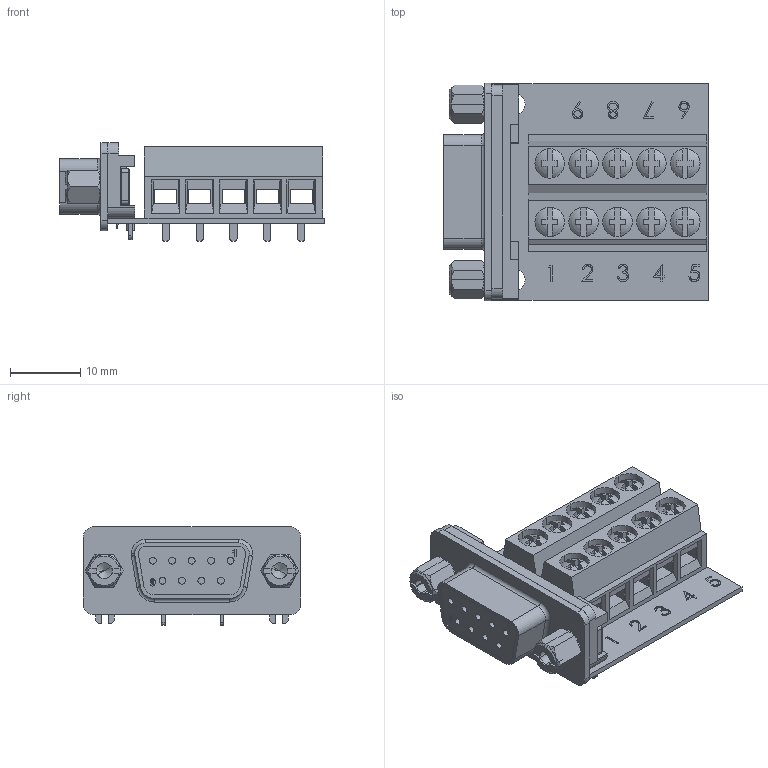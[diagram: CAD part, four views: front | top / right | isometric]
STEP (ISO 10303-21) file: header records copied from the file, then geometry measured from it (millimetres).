
FILE_DESCRIPTION (( 'STEP AP214' ), '1' );
FILE_NAME ('FMCN45979_3D.step', '2023-10-04T16:30:28', ( '' ), ( '' ), 'SwSTEP 2.0', 'SolidWorks 2022', '' );
FILE_SCHEMA (( 'AUTOMOTIVE_DESIGN' ));
Length unit declared in the file: inch
Products named in the file (10): Copy of ROUND-SLOTTED^FMCN45979; Copy of SD9S^FMCN45979_Supplier Connector; Copy of DGB9FT-MA2^FMCN45979; Copy of 3AA05-008^FMCN45979_.160lg hex x .190 thd; Copy of 3AB16-011-fix^FMCN45979; Copy of SP19089-MA1^FMCN45979; Copy of 3AA02-010^FMCN45979; Copy of 3AB16-011^Copy of 3AB16-011-fix_FMCN45979; FMCN45979_3D; Copy of 3AA01-017-fix^Copy of 3AB16-011-fix_FMCN45979_3AA01-008-125
Assembly tree (17 placements, depth 3):
  FMCN45979_3D
    Copy of SP19089-MA1^FMCN45979
    Copy of DGB9FT-MA2^FMCN45979
    Copy of 3AA05-008^FMCN45979_.160lg hex x .190 thd  x2
    Copy of SD9S^FMCN45979_Supplier Connector
    Copy of 3AA02-010^FMCN45979  x2
    Copy of ROUND-SLOTTED^FMCN45979  x2
    Copy of 3AB16-011-fix^FMCN45979  x2
      Copy of 3AB16-011^Copy of 3AB16-011-fix_FMCN45979
      Copy of 3AA01-017-fix^Copy of 3AB16-011-fix_FMCN45979_3AA01-008-125
Bounding box: 37.72 x 30.99 x 14.05 mm (x, y, z)
Volume: 5877.4 mm3; surface area: 9258.2 mm2
Topology: 21 solids, 21 shells, 1085 faces, 2655 edges, 1679 vertices
Faces by surface type: plane 501, cylinder 290, cone 160, bspline 77, torus 29, sphere 28
Entity records: 27000 total; most frequent: CARTESIAN_POINT 7957, ORIENTED_EDGE 3146, DIRECTION 3074, EDGE_CURVE 1573, AXIS2_PLACEMENT_3D 1079, VERTEX_POINT 1006, LINE 916, VECTOR 916
